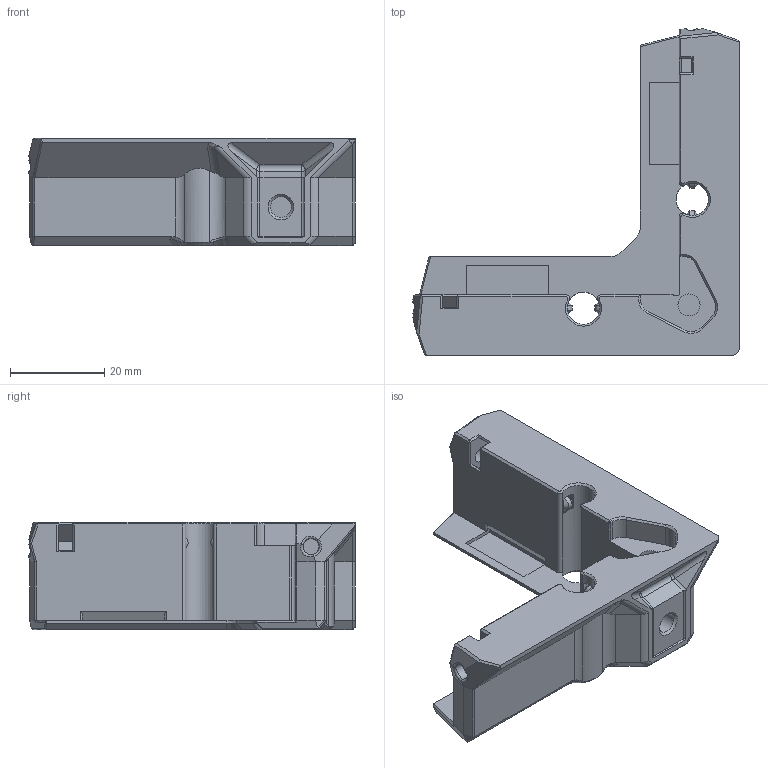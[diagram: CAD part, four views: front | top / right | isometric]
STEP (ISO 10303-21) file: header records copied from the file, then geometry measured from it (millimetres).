
FILE_DESCRIPTION(/* description */ ('STEP AP242','CAx-IF Rec.Pracs.---Representation and Presentation of Product Manufacturing Information (PMI)---4.0---2014-10-13','CAx-IF Rec.Pracs.---3D Tessellated Geometry---0.4---2014-09-14','2;1'),/* implementation_level */ '2;1');
FILE_NAME(/* name */ '67bfd60d314dbd1db3fc1cd4',/* time_stamp */ '2025-02-27T03:03:42Z',/* author */ (''),/* organization */ (''),/* preprocessor_version */ 'ST-DEVELOPER v20',/* originating_system */ 'ONSHAPE BY PTC INC, 1.194',/* authorisation */ ' ');
FILE_SCHEMA (('AP242_MANAGED_MODEL_BASED_3D_ENGINEERING_MIM_LF { 1 0 10303 442 1 1 4 }'));
Length unit declared in the file: metre
Products named in the file (1): Corner
Bounding box: 69.38 x 69.38 x 22.9 mm (x, y, z)
Volume: 23613.3 mm3; surface area: 14437 mm2
Topology: 1 solids, 3 shells, 347 faces, 886 edges, 550 vertices
Faces by surface type: plane 200, cylinder 85, cone 32, bspline 25, sphere 5
Full cylindrical faces by diameter (mm): 3.4 x4, 4.4 x2, 4.7 x1, 6.881 x2
Entity records: 10654 total; most frequent: CARTESIAN_POINT 2418, ORIENTED_EDGE 1720, DIRECTION 1653, EDGE_CURVE 860, LINE 599, VECTOR 599, VERTEX_POINT 543, AXIS2_PLACEMENT_3D 527
